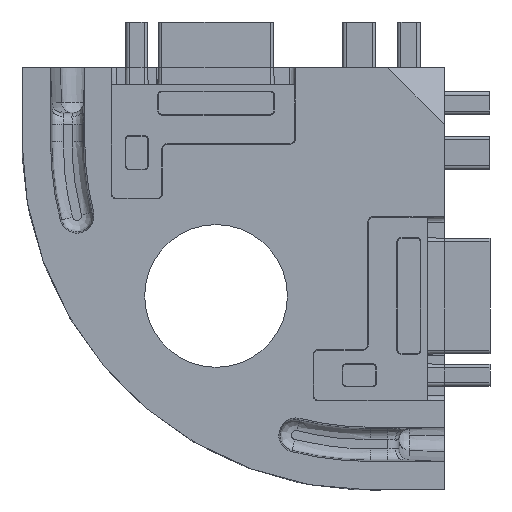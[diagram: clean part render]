
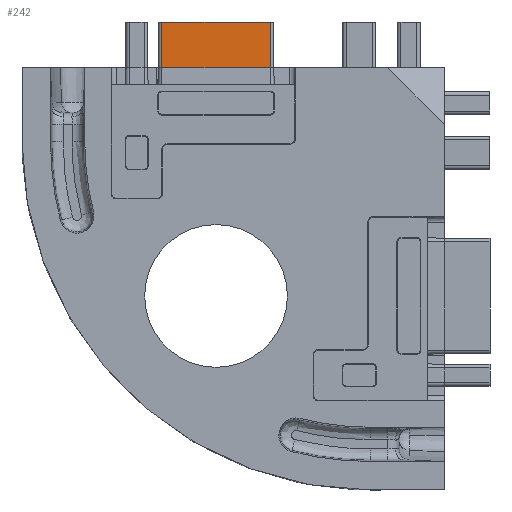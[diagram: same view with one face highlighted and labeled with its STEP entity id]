
A CAD part, left-side view. The second image highlights one B-rep face of the part: STEP entity #242.
In plain terms, the highlighted planar face has unit normal (-1, 0, 0).
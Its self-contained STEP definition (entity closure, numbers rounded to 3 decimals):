
#27 = CARTESIAN_POINT ( 'NONE',  ( -4.4, 8.75, 10.5 ) ) ;
#214 = VERTEX_POINT ( 'NONE', #7661 ) ;
#242 = ADVANCED_FACE ( 'NONE', ( #9799 ), #7613, .F. ) ;
#693 = EDGE_LOOP ( 'NONE', ( #3980, #2440, #1511, #898 ) ) ;
#898 = ORIENTED_EDGE ( 'NONE', *, *, #8337, .T. ) ;
#1103 = DIRECTION ( 'NONE',  ( 0., -1., 0. ) ) ;
#1511 = ORIENTED_EDGE ( 'NONE', *, *, #12489, .F. ) ;
#1784 = CARTESIAN_POINT ( 'NONE',  ( -4.4, 18.25, 10.5 ) ) ;
#1993 = DIRECTION ( 'NONE',  ( 0., -1., 0. ) ) ;
#2156 = CARTESIAN_POINT ( 'NONE',  ( -4.4, 18.25, 6.5 ) ) ;
#2440 = ORIENTED_EDGE ( 'NONE', *, *, #9922, .F. ) ;
#3980 = ORIENTED_EDGE ( 'NONE', *, *, #9803, .F. ) ;
#4012 = DIRECTION ( 'NONE',  ( 0., 0., -1. ) ) ;
#4175 = CARTESIAN_POINT ( 'NONE',  ( -4.4, 8.75, 10.5 ) ) ;
#4745 = VERTEX_POINT ( 'NONE', #27 ) ;
#5022 = AXIS2_PLACEMENT_3D ( 'NONE', #7497, #7453, #7446 ) ;
#5800 = VECTOR ( 'NONE', #1103, 1000. ) ;
#5880 = LINE ( 'NONE', #1784, #5800 ) ;
#6477 = LINE ( 'NONE', #7406, #6512 ) ;
#6512 = VECTOR ( 'NONE', #7351, 1000. ) ;
#7093 = LINE ( 'NONE', #4175, #7410 ) ;
#7149 = VECTOR ( 'NONE', #1993, 1000. ) ;
#7351 = DIRECTION ( 'NONE',  ( 0., 0., 1. ) ) ;
#7406 = CARTESIAN_POINT ( 'NONE',  ( -4.4, 18.25, 10.5 ) ) ;
#7410 = VECTOR ( 'NONE', #4012, 1000. ) ;
#7446 = DIRECTION ( 'NONE',  ( 0., 0., -1. ) ) ;
#7453 = DIRECTION ( 'NONE',  ( 1., 0., 0. ) ) ;
#7497 = CARTESIAN_POINT ( 'NONE',  ( -4.4, 18.25, 10.5 ) ) ;
#7613 = PLANE ( 'NONE',  #5022 ) ;
#7661 = CARTESIAN_POINT ( 'NONE',  ( -4.4, 8.75, 6.5 ) ) ;
#7979 = LINE ( 'NONE', #2156, #7149 ) ;
#8337 = EDGE_CURVE ( 'NONE', #8728, #214, #7979, .T. ) ;
#8728 = VERTEX_POINT ( 'NONE', #8776 ) ;
#8776 = CARTESIAN_POINT ( 'NONE',  ( -4.4, 18.25, 6.5 ) ) ;
#9040 = CARTESIAN_POINT ( 'NONE',  ( -4.4, 18.25, 10.5 ) ) ;
#9456 = VERTEX_POINT ( 'NONE', #9040 ) ;
#9799 = FACE_OUTER_BOUND ( 'NONE', #693, .T. ) ;
#9803 = EDGE_CURVE ( 'NONE', #4745, #214, #7093, .T. ) ;
#9922 = EDGE_CURVE ( 'NONE', #9456, #4745, #5880, .T. ) ;
#12489 = EDGE_CURVE ( 'NONE', #8728, #9456, #6477, .T. ) ;
